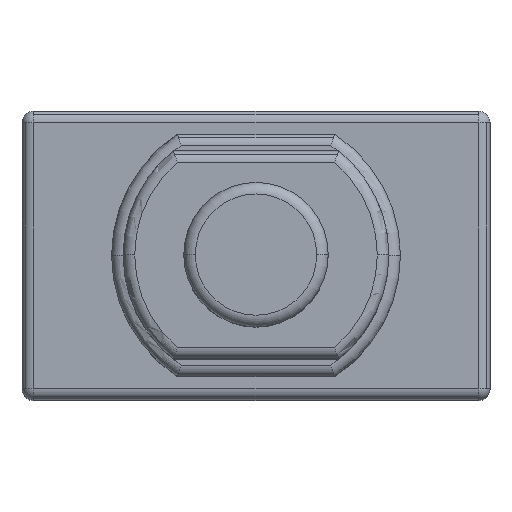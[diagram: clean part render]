
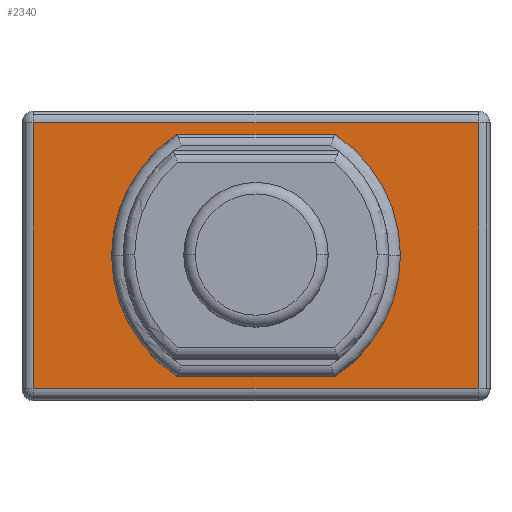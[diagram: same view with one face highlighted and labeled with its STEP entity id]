
A CAD part, top view. The second image highlights one B-rep face of the part: STEP entity #2340.
In plain terms, the highlighted planar face has unit normal (0, 0, 1).
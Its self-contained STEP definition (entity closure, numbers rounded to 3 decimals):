
#1597=CARTESIAN_POINT('',(-3.85,-2.3,8.1));
#1598=VERTEX_POINT('',#1597);
#1606=CARTESIAN_POINT('',(-3.85,2.3,8.1));
#1607=VERTEX_POINT('',#1606);
#1608=CARTESIAN_POINT('',(-3.85,-2.3,8.1));
#1609=DIRECTION('',(0.0,1.0,0.0));
#1610=VECTOR('',#1609,4.6);
#1611=LINE('',#1608,#1610);
#1612=EDGE_CURVE('',#1598,#1607,#1611,.T.);
#1681=CARTESIAN_POINT('',(3.85,-2.3,8.1));
#1682=VERTEX_POINT('',#1681);
#1690=CARTESIAN_POINT('',(3.85,-2.3,8.1));
#1691=DIRECTION('',(-1.0,0.0,0.0));
#1692=VECTOR('',#1691,7.7);
#1693=LINE('',#1690,#1692);
#1694=EDGE_CURVE('',#1682,#1598,#1693,.T.);
#1770=CARTESIAN_POINT('',(3.85,2.3,8.1));
#1771=VERTEX_POINT('',#1770);
#1772=CARTESIAN_POINT('',(-3.85,2.3,8.1));
#1773=DIRECTION('',(1.0,0.0,0.0));
#1774=VECTOR('',#1773,7.7);
#1775=LINE('',#1772,#1774);
#1776=EDGE_CURVE('',#1607,#1771,#1775,.T.);
#1852=CARTESIAN_POINT('',(3.85,2.3,8.1));
#1853=DIRECTION('',(0.0,-1.0,0.0));
#1854=VECTOR('',#1853,4.6);
#1855=LINE('',#1852,#1854);
#1856=EDGE_CURVE('',#1771,#1682,#1855,.T.);
#2329=CARTESIAN_POINT('',(0.0,0.0,8.1));
#2330=DIRECTION('',(0.0,0.0,1.0));
#2331=DIRECTION('',(1.0,0.0,0.0));
#2332=AXIS2_PLACEMENT_3D('',#2329,#2330,#2331);
#2333=PLANE('',#2332);
#2334=ORIENTED_EDGE('',*,*,#1856,.F.);
#2335=ORIENTED_EDGE('',*,*,#1776,.F.);
#2336=ORIENTED_EDGE('',*,*,#1612,.F.);
#2337=ORIENTED_EDGE('',*,*,#1694,.F.);
#2338=EDGE_LOOP('',(#2334,#2335,#2336,#2337));
#2339=FACE_OUTER_BOUND('',#2338,.T.);
#2340=ADVANCED_FACE('',(#2339),#2333,.T.);
